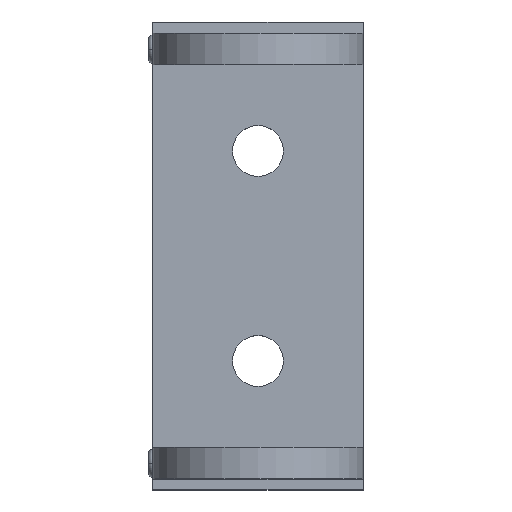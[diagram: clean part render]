
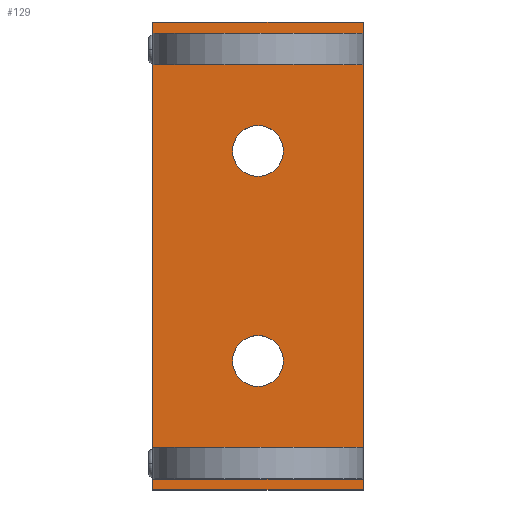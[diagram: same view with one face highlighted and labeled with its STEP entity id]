
A CAD part, top view. The second image highlights one B-rep face of the part: STEP entity #129.
In plain terms, the highlighted planar face has unit normal (0, 0, 1).
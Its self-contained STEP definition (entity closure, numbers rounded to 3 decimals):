
#97 = VECTOR ( 'NONE', #1546, 1000. ) ;
#129 = ADVANCED_FACE ( 'NONE', ( #1252, #1517, #3457, #1854, #453 ), #359, .F. ) ;
#132 = ORIENTED_EDGE ( 'NONE', *, *, #1137, .F. ) ;
#183 = EDGE_CURVE ( 'NONE', #3998, #4299, #3530, .T. ) ;
#217 = LINE ( 'NONE', #4138, #3535 ) ;
#220 = LINE ( 'NONE', #4096, #4554 ) ;
#232 = VERTEX_POINT ( 'NONE', #3604 ) ;
#262 = ORIENTED_EDGE ( 'NONE', *, *, #2166, .F. ) ;
#284 = ORIENTED_EDGE ( 'NONE', *, *, #1981, .F. ) ;
#328 = VECTOR ( 'NONE', #1555, 1000. ) ;
#338 = CARTESIAN_POINT ( 'NONE',  ( -26.9, -3.9, -41.25 ) ) ;
#350 = LINE ( 'NONE', #1531, #4478 ) ;
#355 = VECTOR ( 'NONE', #1400, 1000. ) ;
#359 = PLANE ( 'NONE',  #1493 ) ;
#365 = CARTESIAN_POINT ( 'NONE',  ( -27., -109.9, -41.25 ) ) ;
#376 = EDGE_CURVE ( 'NONE', #1788, #232, #3039, .T. ) ;
#424 = LINE ( 'NONE', #1938, #328 ) ;
#444 = CARTESIAN_POINT ( 'NONE',  ( 0., -79.762, -41.25 ) ) ;
#453 = FACE_BOUND ( 'NONE', #4336, .T. ) ;
#491 = VECTOR ( 'NONE', #2309, 1000. ) ;
#641 = ORIENTED_EDGE ( 'NONE', *, *, #4241, .T. ) ;
#705 = DIRECTION ( 'NONE',  ( -1., 0., 0. ) ) ;
#708 = VERTEX_POINT ( 'NONE', #1679 ) ;
#717 = CARTESIAN_POINT ( 'NONE',  ( -26.9, -102., -41.25 ) ) ;
#747 = DIRECTION ( 'NONE',  ( 1., 0., 0. ) ) ;
#750 = DIRECTION ( 'NONE',  ( 1., 0., 0. ) ) ;
#765 = EDGE_LOOP ( 'NONE', ( #3016, #1993 ) ) ;
#766 = CARTESIAN_POINT ( 'NONE',  ( 27., -112.762, -41.25 ) ) ;
#846 = EDGE_LOOP ( 'NONE', ( #2496, #4021, #262, #132 ) ) ;
#851 = EDGE_CURVE ( 'NONE', #1407, #3086, #1094, .T. ) ;
#856 = EDGE_CURVE ( 'NONE', #232, #1407, #217, .T. ) ;
#935 = EDGE_CURVE ( 'NONE', #4371, #4443, #3059, .T. ) ;
#952 = VERTEX_POINT ( 'NONE', #2295 ) ;
#1037 = CARTESIAN_POINT ( 'NONE',  ( -26.9, 4., -41.25 ) ) ;
#1094 = LINE ( 'NONE', #1037, #355 ) ;
#1100 = VECTOR ( 'NONE', #5015, 1000. ) ;
#1137 = EDGE_CURVE ( 'NONE', #4327, #4574, #1504, .T. ) ;
#1252 = FACE_OUTER_BOUND ( 'NONE', #846, .T. ) ;
#1348 = DIRECTION ( 'NONE',  ( 1., 0., 0. ) ) ;
#1382 = EDGE_CURVE ( 'NONE', #708, #4221, #4650, .T. ) ;
#1400 = DIRECTION ( 'NONE',  ( 0., 1., 0. ) ) ;
#1404 = DIRECTION ( 'NONE',  ( 0., -1., 0. ) ) ;
#1407 = VERTEX_POINT ( 'NONE', #338 ) ;
#1456 = DIRECTION ( 'NONE',  ( 0., -1., 0. ) ) ;
#1479 = ORIENTED_EDGE ( 'NONE', *, *, #935, .T. ) ;
#1493 = AXIS2_PLACEMENT_3D ( 'NONE', #4598, #1900, #4189 ) ;
#1504 = LINE ( 'NONE', #766, #3459 ) ;
#1517 = FACE_BOUND ( 'NONE', #4538, .T. ) ;
#1531 = CARTESIAN_POINT ( 'NONE',  ( -27., 3.9, -41.25 ) ) ;
#1546 = DIRECTION ( 'NONE',  ( 0., -1., 0. ) ) ;
#1555 = DIRECTION ( 'NONE',  ( 1., 0., 0. ) ) ;
#1556 = DIRECTION ( 'NONE',  ( 0., 1., 0. ) ) ;
#1618 = EDGE_CURVE ( 'NONE', #3979, #4327, #3207, .T. ) ;
#1679 = CARTESIAN_POINT ( 'NONE',  ( 6.5, -26., -41.25 ) ) ;
#1788 = VERTEX_POINT ( 'NONE', #4009 ) ;
#1811 = VECTOR ( 'NONE', #747, 1000. ) ;
#1854 = FACE_BOUND ( 'NONE', #765, .T. ) ;
#1900 = DIRECTION ( 'NONE',  ( 0., 0., -1. ) ) ;
#1938 = CARTESIAN_POINT ( 'NONE',  ( -27., -102.1, -41.25 ) ) ;
#1981 = EDGE_CURVE ( 'NONE', #4221, #708, #4781, .T. ) ;
#1985 = ORIENTED_EDGE ( 'NONE', *, *, #3632, .T. ) ;
#1993 = ORIENTED_EDGE ( 'NONE', *, *, #4963, .F. ) ;
#2077 = CARTESIAN_POINT ( 'NONE',  ( 26.9, -109.9, -41.25 ) ) ;
#2135 = AXIS2_PLACEMENT_3D ( 'NONE', #3282, #4829, #1348 ) ;
#2151 = CARTESIAN_POINT ( 'NONE',  ( 0., -26., -41.25 ) ) ;
#2166 = EDGE_CURVE ( 'NONE', #4574, #952, #4180, .T. ) ;
#2266 = EDGE_CURVE ( 'NONE', #3086, #1788, #350, .T. ) ;
#2278 = CARTESIAN_POINT ( 'NONE',  ( -27., -112.762, -41.25 ) ) ;
#2282 = VECTOR ( 'NONE', #1556, 1000. ) ;
#2286 = CARTESIAN_POINT ( 'NONE',  ( 26.9, -102.1, -41.25 ) ) ;
#2295 = CARTESIAN_POINT ( 'NONE',  ( -27., 7., -41.25 ) ) ;
#2309 = DIRECTION ( 'NONE',  ( 0., 1., 0. ) ) ;
#2329 = DIRECTION ( 'NONE',  ( -1., 0., 0. ) ) ;
#2496 = ORIENTED_EDGE ( 'NONE', *, *, #1618, .F. ) ;
#2690 = CARTESIAN_POINT ( 'NONE',  ( 0., -79.762, -41.25 ) ) ;
#2713 = VERTEX_POINT ( 'NONE', #2286 ) ;
#2798 = VECTOR ( 'NONE', #1456, 1000. ) ;
#2878 = VERTEX_POINT ( 'NONE', #4743 ) ;
#2984 = ORIENTED_EDGE ( 'NONE', *, *, #856, .T. ) ;
#3016 = ORIENTED_EDGE ( 'NONE', *, *, #183, .F. ) ;
#3039 = LINE ( 'NONE', #3722, #2798 ) ;
#3049 = LINE ( 'NONE', #717, #491 ) ;
#3059 = LINE ( 'NONE', #365, #1100 ) ;
#3086 = VERTEX_POINT ( 'NONE', #3349 ) ;
#3111 = CARTESIAN_POINT ( 'NONE',  ( 27., 7., -41.25 ) ) ;
#3139 = DIRECTION ( 'NONE',  ( 0., 0., 1. ) ) ;
#3207 = LINE ( 'NONE', #5039, #97 ) ;
#3282 = CARTESIAN_POINT ( 'NONE',  ( 0., -26., -41.25 ) ) ;
#3349 = CARTESIAN_POINT ( 'NONE',  ( -26.9, 3.9, -41.25 ) ) ;
#3366 = EDGE_LOOP ( 'NONE', ( #1479, #641, #1985, #4165 ) ) ;
#3370 = DIRECTION ( 'NONE',  ( 0., 0., 1. ) ) ;
#3403 = CARTESIAN_POINT ( 'NONE',  ( -6.5, -26., -41.25 ) ) ;
#3419 = CIRCLE ( 'NONE', #4308, 6.5 ) ;
#3449 = CARTESIAN_POINT ( 'NONE',  ( -27., 7., -41.25 ) ) ;
#3457 = FACE_BOUND ( 'NONE', #3366, .T. ) ;
#3459 = VECTOR ( 'NONE', #2329, 1000. ) ;
#3501 = ORIENTED_EDGE ( 'NONE', *, *, #851, .T. ) ;
#3530 = CIRCLE ( 'NONE', #3851, 6.5 ) ;
#3535 = VECTOR ( 'NONE', #705, 1000. ) ;
#3562 = DIRECTION ( 'NONE',  ( 1., 0., 0. ) ) ;
#3604 = CARTESIAN_POINT ( 'NONE',  ( 26.9, -3.9, -41.25 ) ) ;
#3632 = EDGE_CURVE ( 'NONE', #2878, #2713, #424, .T. ) ;
#3637 = ORIENTED_EDGE ( 'NONE', *, *, #2266, .T. ) ;
#3697 = ORIENTED_EDGE ( 'NONE', *, *, #1382, .F. ) ;
#3722 = CARTESIAN_POINT ( 'NONE',  ( 26.9, 4., -41.25 ) ) ;
#3748 = DIRECTION ( 'NONE',  ( 1., 0., 0. ) ) ;
#3851 = AXIS2_PLACEMENT_3D ( 'NONE', #2690, #4236, #750 ) ;
#3862 = ORIENTED_EDGE ( 'NONE', *, *, #376, .T. ) ;
#3863 = CARTESIAN_POINT ( 'NONE',  ( 6.5, -79.762, -41.25 ) ) ;
#3979 = VERTEX_POINT ( 'NONE', #3111 ) ;
#3998 = VERTEX_POINT ( 'NONE', #3863 ) ;
#4009 = CARTESIAN_POINT ( 'NONE',  ( 26.9, 3.9, -41.25 ) ) ;
#4021 = ORIENTED_EDGE ( 'NONE', *, *, #4230, .F. ) ;
#4096 = CARTESIAN_POINT ( 'NONE',  ( 26.9, -102., -41.25 ) ) ;
#4138 = CARTESIAN_POINT ( 'NONE',  ( -27., -3.9, -41.25 ) ) ;
#4159 = CARTESIAN_POINT ( 'NONE',  ( -6.5, -79.762, -41.25 ) ) ;
#4165 = ORIENTED_EDGE ( 'NONE', *, *, #4864, .T. ) ;
#4180 = LINE ( 'NONE', #3449, #2282 ) ;
#4189 = DIRECTION ( 'NONE',  ( 0., -1., 0. ) ) ;
#4221 = VERTEX_POINT ( 'NONE', #3403 ) ;
#4230 = EDGE_CURVE ( 'NONE', #952, #3979, #4232, .T. ) ;
#4232 = LINE ( 'NONE', #5007, #1811 ) ;
#4236 = DIRECTION ( 'NONE',  ( 0., 0., 1. ) ) ;
#4241 = EDGE_CURVE ( 'NONE', #4443, #2878, #3049, .T. ) ;
#4299 = VERTEX_POINT ( 'NONE', #4159 ) ;
#4308 = AXIS2_PLACEMENT_3D ( 'NONE', #444, #3139, #3562 ) ;
#4327 = VERTEX_POINT ( 'NONE', #4713 ) ;
#4336 = EDGE_LOOP ( 'NONE', ( #3697, #284 ) ) ;
#4371 = VERTEX_POINT ( 'NONE', #2077 ) ;
#4443 = VERTEX_POINT ( 'NONE', #4763 ) ;
#4478 = VECTOR ( 'NONE', #4633, 1000. ) ;
#4538 = EDGE_LOOP ( 'NONE', ( #3501, #3637, #3862, #2984 ) ) ;
#4554 = VECTOR ( 'NONE', #1404, 1000. ) ;
#4561 = AXIS2_PLACEMENT_3D ( 'NONE', #2151, #3370, #3748 ) ;
#4574 = VERTEX_POINT ( 'NONE', #2278 ) ;
#4598 = CARTESIAN_POINT ( 'NONE',  ( 0., 0., -41.25 ) ) ;
#4633 = DIRECTION ( 'NONE',  ( 1., 0., 0. ) ) ;
#4650 = CIRCLE ( 'NONE', #2135, 6.5 ) ;
#4713 = CARTESIAN_POINT ( 'NONE',  ( 27., -112.762, -41.25 ) ) ;
#4743 = CARTESIAN_POINT ( 'NONE',  ( -26.9, -102.1, -41.25 ) ) ;
#4763 = CARTESIAN_POINT ( 'NONE',  ( -26.9, -109.9, -41.25 ) ) ;
#4781 = CIRCLE ( 'NONE', #4561, 6.5 ) ;
#4829 = DIRECTION ( 'NONE',  ( 0., 0., 1. ) ) ;
#4864 = EDGE_CURVE ( 'NONE', #2713, #4371, #220, .T. ) ;
#4963 = EDGE_CURVE ( 'NONE', #4299, #3998, #3419, .T. ) ;
#5007 = CARTESIAN_POINT ( 'NONE',  ( 27., 7., -41.25 ) ) ;
#5015 = DIRECTION ( 'NONE',  ( -1., 0., 0. ) ) ;
#5039 = CARTESIAN_POINT ( 'NONE',  ( 27., 7., -41.25 ) ) ;
